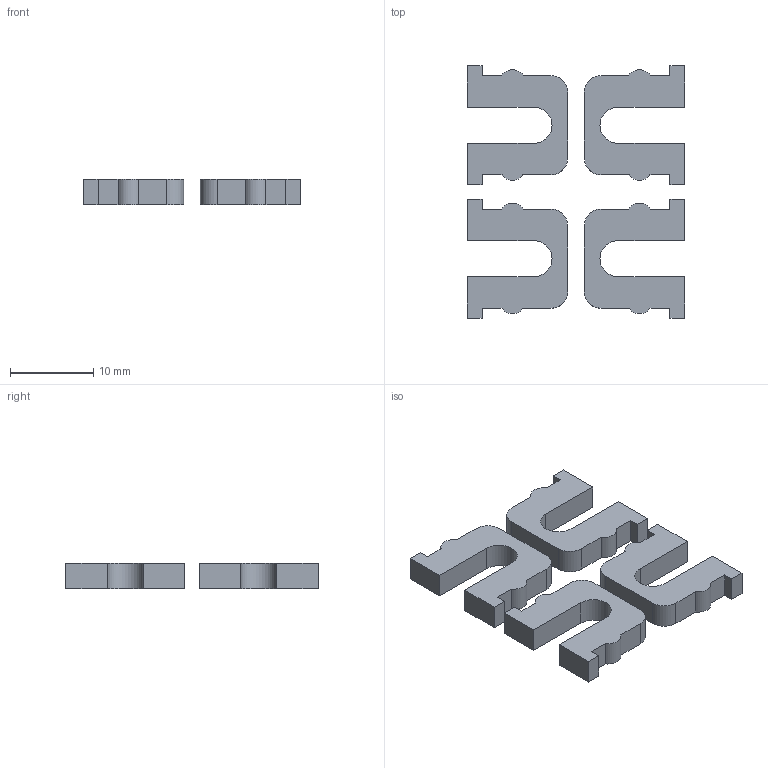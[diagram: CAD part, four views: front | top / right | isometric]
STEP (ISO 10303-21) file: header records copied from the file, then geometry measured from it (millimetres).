
FILE_DESCRIPTION(/* description */ ('STEP AP203'),/* implementation_level */ '2;1');
FILE_NAME(/* name */ 'Belt clips 3mm 9-12mm pullthrough.step',/* time_stamp */ '2026-02-11T15:21:12+01:00',/* author */ (''),/* organization */ (''),/* preprocessor_version */ 'ST-DEVELOPER v20.1',/* originating_system */ 'Autodesk Translation Framework v14.24.0.0',/* authorisation */ '');
FILE_SCHEMA (('AUTOMOTIVE_DESIGN { 1 0 10303 214 3 1 1 }'));
Length unit declared in the file: millimetre
Products named in the file (1): Dragon Ace Trinity Toolhead MGN12 9-12mm crossbow cutter passthrough
Bounding box: 26.04 x 30.3 x 3 mm (x, y, z)
Volume: 1276.8 mm3; surface area: 1695.3 mm2
Topology: 4 solids, 4 shells, 80 faces, 216 edges, 144 vertices
Faces by surface type: plane 60, cylinder 20
Entity records: 2537 total; most frequent: CARTESIAN_POINT 441, ORIENTED_EDGE 432, DIRECTION 418, EDGE_CURVE 216, LINE 176, VECTOR 176, VERTEX_POINT 144, AXIS2_PLACEMENT_3D 121
